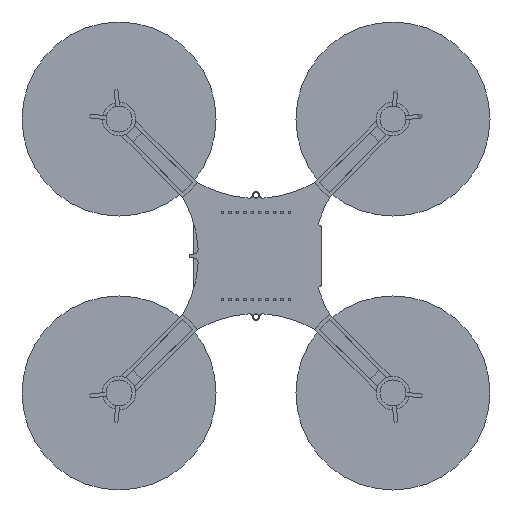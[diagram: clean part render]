
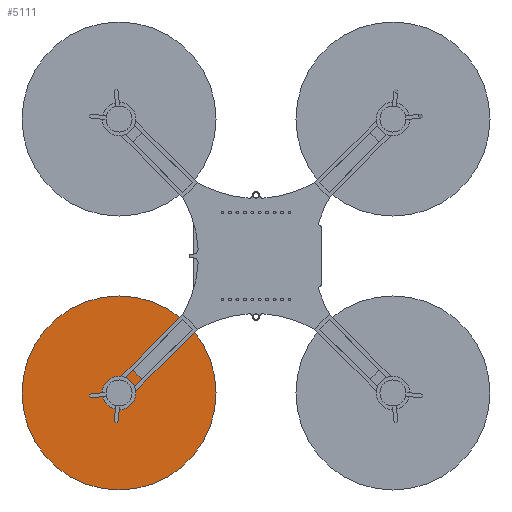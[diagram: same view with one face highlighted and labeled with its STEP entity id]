
A CAD part, front view. The second image highlights one B-rep face of the part: STEP entity #5111.
In plain terms, the highlighted planar face has unit normal (0, -1, 0).
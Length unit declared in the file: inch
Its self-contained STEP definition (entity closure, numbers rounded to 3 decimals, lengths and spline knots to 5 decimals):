
#396 = DIRECTION ( 'NONE',  ( 0., 1., 0. ) ) ;
#453 = DIRECTION ( 'NONE',  ( -1., 0., 0. ) ) ;
#1197 = AXIS2_PLACEMENT_3D ( 'NONE', #13834, #1671, #4993 ) ;
#1258 = DIRECTION ( 'NONE',  ( 0., 1., 0. ) ) ;
#1402 = CARTESIAN_POINT ( 'NONE',  ( -2.19657, 0.7185, -1.28574 ) ) ;
#1671 = DIRECTION ( 'NONE',  ( 0., 1., 0. ) ) ;
#2255 = AXIS2_PLACEMENT_3D ( 'NONE', #9128, #396, #10273 ) ;
#3570 = EDGE_CURVE ( 'NONE', #10545, #14193, #3634, .T. ) ;
#3630 = PLANE ( 'NONE',  #2255 ) ;
#3634 = CIRCLE ( 'NONE', #7518, 0.91083 ) ;
#3838 = FACE_OUTER_BOUND ( 'NONE', #8120, .T. ) ;
#4414 = ORIENTED_EDGE ( 'NONE', *, *, #14179, .F. ) ;
#4993 = DIRECTION ( 'NONE',  ( -1., 0., 0. ) ) ;
#5111 = ADVANCED_FACE ( 'NONE', ( #3838 ), #3630, .F. ) ;
#7518 = AXIS2_PLACEMENT_3D ( 'NONE', #8151, #1258, #453 ) ;
#7666 = ORIENTED_EDGE ( 'NONE', *, *, #3570, .F. ) ;
#8120 = EDGE_LOOP ( 'NONE', ( #7666, #4414 ) ) ;
#8151 = CARTESIAN_POINT ( 'NONE',  ( -1.28574, 0.7185, -1.28574 ) ) ;
#9128 = CARTESIAN_POINT ( 'NONE',  ( -1.28574, 0.7185, -1.28574 ) ) ;
#10164 = CARTESIAN_POINT ( 'NONE',  ( -0.37492, 0.7185, -1.28574 ) ) ;
#10273 = DIRECTION ( 'NONE',  ( -1., 0., 0. ) ) ;
#10545 = VERTEX_POINT ( 'NONE', #10164 ) ;
#12120 = CIRCLE ( 'NONE', #1197, 0.91083 ) ;
#13834 = CARTESIAN_POINT ( 'NONE',  ( -1.28574, 0.7185, -1.28574 ) ) ;
#14179 = EDGE_CURVE ( 'NONE', #14193, #10545, #12120, .T. ) ;
#14193 = VERTEX_POINT ( 'NONE', #1402 ) ;
